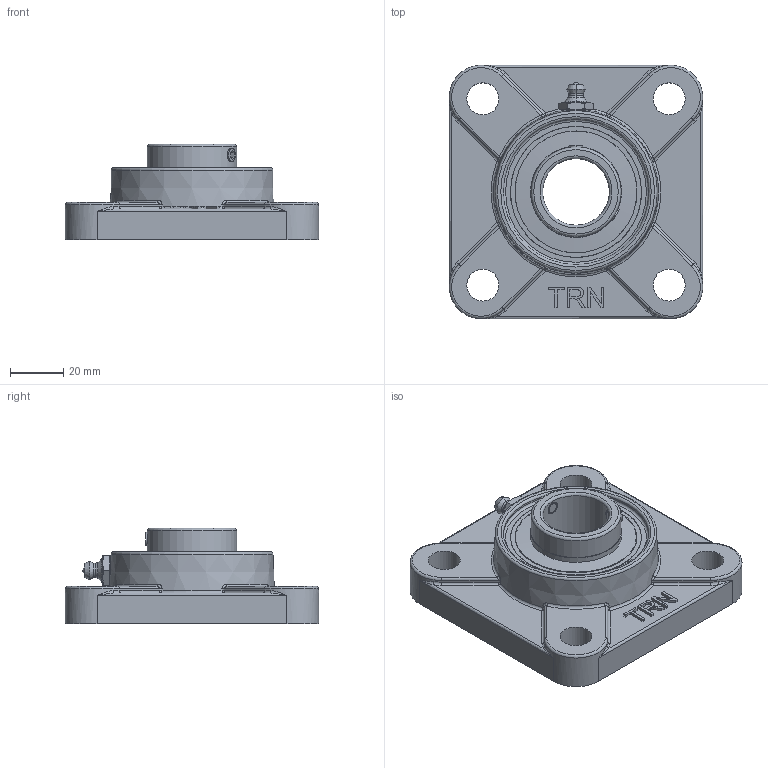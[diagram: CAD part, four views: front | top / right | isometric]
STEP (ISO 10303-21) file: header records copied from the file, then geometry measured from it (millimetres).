
FILE_DESCRIPTION(/* description */ ('Alibre Inc.'),/* implementation_level */ '2;1');
FILE_NAME(/* name */ 'export0',/* time_stamp */ '2015-11-23T08:02:07-08:00',/* author */ (''),/* organization */ (''),/* preprocessor_version */ 'ST-DEVELOPER v12',/* originating_system */ 'Alibre',/* authorisation */ '');
FILE_SCHEMA (('AUTOMOTIVE_DESIGN'));
Products named in the file (7): 3
Bounding box: 95 x 95 x 35.8 mm (x, y, z)
Volume: 108786.6 mm3; surface area: 44562.3 mm2
Topology: 8 solids, 8 shells, 276 faces, 674 edges, 403 vertices
Faces by surface type: plane 100, cylinder 60, bspline 44, torus 30, cone 29, sphere 13
Full cylindrical faces by diameter (mm): 1.506 x2, 4.917 x4, 6 x2, 12 x4, 25 x1, 33.655 x1, 33.68 x2, 34.188 x2, 45.72 x3, 54.61 x1, 57.15 x1
Entity records: 11366 total; most frequent: CARTESIAN_POINT 5839, ORIENTED_EDGE 1126, DIRECTION 962, EDGE_CURVE 563, AXIS2_PLACEMENT_3D 427, VERTEX_POINT 359, EDGE_LOOP 326, FACE_BOUND 326
